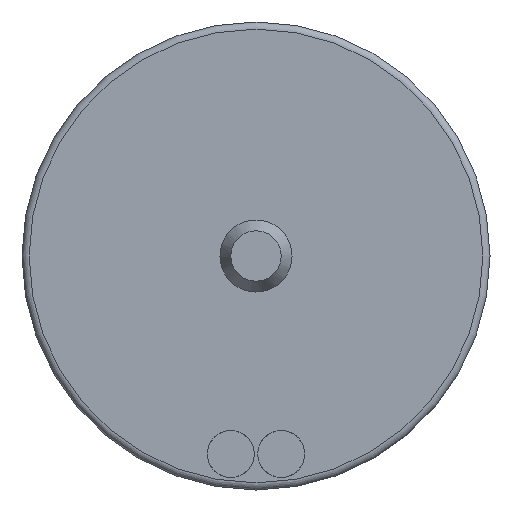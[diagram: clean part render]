
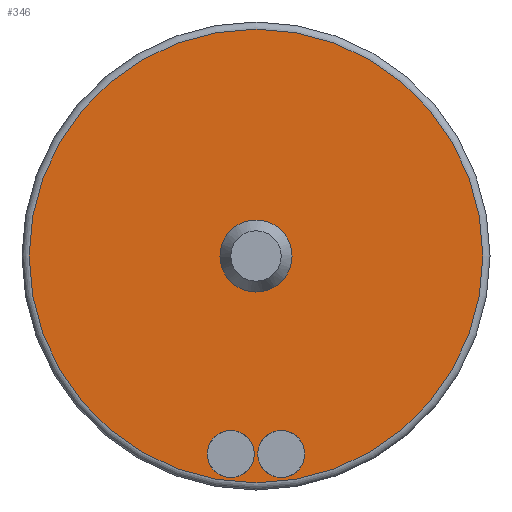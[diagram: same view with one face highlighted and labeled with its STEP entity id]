
A CAD part, left-side view. The second image highlights one B-rep face of the part: STEP entity #346.
In plain terms, the highlighted planar face has unit normal (-1, 0, 0).
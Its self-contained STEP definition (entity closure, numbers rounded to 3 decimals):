
#346 = ADVANCED_FACE( '', ( #658, #659, #660, #661 ), #662, .T. );
#658 = FACE_BOUND( '', #1821, .T. );
#659 = FACE_BOUND( '', #1822, .T. );
#660 = FACE_OUTER_BOUND( '', #1823, .T. );
#661 = FACE_BOUND( '', #1824, .T. );
#662 = PLANE( '', #1825 );
#1821 = EDGE_LOOP( '', ( #3009 ) );
#1822 = EDGE_LOOP( '', ( #3010 ) );
#1823 = EDGE_LOOP( '', ( #3011 ) );
#1824 = EDGE_LOOP( '', ( #3012 ) );
#1825 = AXIS2_PLACEMENT_3D( '', #3013, #3014, #3015 );
#3009 = ORIENTED_EDGE( '', *, *, #3369, .F. );
#3010 = ORIENTED_EDGE( '', *, *, #3362, .F. );
#3011 = ORIENTED_EDGE( '', *, *, #3452, .T. );
#3012 = ORIENTED_EDGE( '', *, *, #3401, .F. );
#3013 = CARTESIAN_POINT( '', ( 0., 0., 1. ) );
#3014 = DIRECTION( '', ( -1., 0., 0. ) );
#3015 = DIRECTION( '', ( 0., 0., 1. ) );
#3362 = EDGE_CURVE( '', #3720, #3720, #3721, .T. );
#3369 = EDGE_CURVE( '', #3730, #3730, #3731, .T. );
#3401 = EDGE_CURVE( '', #3778, #3778, #3779, .T. );
#3452 = EDGE_CURVE( '', #3849, #3849, #3850, .T. );
#3720 = VERTEX_POINT( '', #4443 );
#3721 = CIRCLE( '', #4444, 0.65 );
#3730 = VERTEX_POINT( '', #4453 );
#3731 = CIRCLE( '', #4454, 0.65 );
#3778 = VERTEX_POINT( '', #4594 );
#3779 = CIRCLE( '', #4595, 1. );
#3849 = VERTEX_POINT( '', #5090 );
#3850 = CIRCLE( '', #5091, 6.3 );
#4443 = CARTESIAN_POINT( '', ( 0., -0.7, -4.85 ) );
#4444 = AXIS2_PLACEMENT_3D( '', #5547, #5548, #5549 );
#4453 = CARTESIAN_POINT( '', ( 0., 0.7, -4.85 ) );
#4454 = AXIS2_PLACEMENT_3D( '', #5559, #5560, #5561 );
#4594 = CARTESIAN_POINT( '', ( 0., 0., 1. ) );
#4595 = AXIS2_PLACEMENT_3D( '', #5599, #5600, #5601 );
#5090 = CARTESIAN_POINT( '', ( 0., 0., 6.3 ) );
#5091 = AXIS2_PLACEMENT_3D( '', #5640, #5641, #5642 );
#5547 = CARTESIAN_POINT( '', ( 0., -0.7, -5.5 ) );
#5548 = DIRECTION( '', ( -1., 0., 0. ) );
#5549 = DIRECTION( '', ( 0., 0., 1. ) );
#5559 = CARTESIAN_POINT( '', ( 0., 0.7, -5.5 ) );
#5560 = DIRECTION( '', ( -1., 0., 0. ) );
#5561 = DIRECTION( '', ( 0., 0., 1. ) );
#5599 = CARTESIAN_POINT( '', ( 0., 0., 0. ) );
#5600 = DIRECTION( '', ( -1., 0., 0. ) );
#5601 = DIRECTION( '', ( 0., 0., 1. ) );
#5640 = CARTESIAN_POINT( '', ( 0., 0., 0. ) );
#5641 = DIRECTION( '', ( -1., 0., 0. ) );
#5642 = DIRECTION( '', ( 0., 0., 1. ) );
